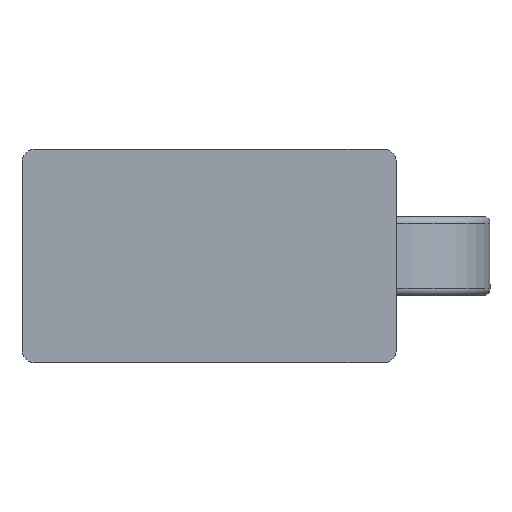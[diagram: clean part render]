
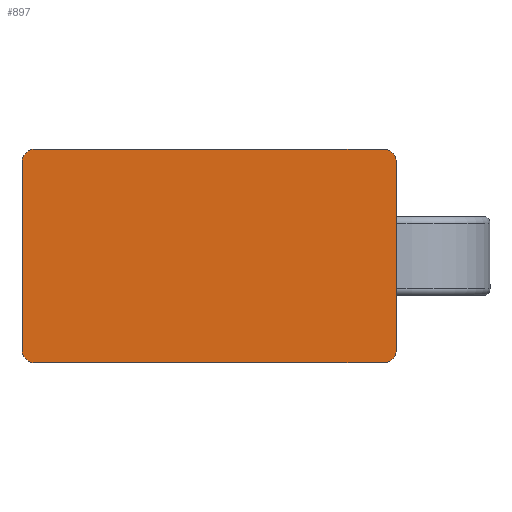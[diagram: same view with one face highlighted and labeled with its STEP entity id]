
A CAD part, front view. The second image highlights one B-rep face of the part: STEP entity #897.
In plain terms, the highlighted planar face has unit normal (0, -1, 0).
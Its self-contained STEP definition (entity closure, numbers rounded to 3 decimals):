
#246=CARTESIAN_POINT('',(-27.,-4.,9.95));
#247=DIRECTION('',(0.,-1.,0.));
#248=DIRECTION('',(0.,0.,1.));
#249=AXIS2_PLACEMENT_3D('',#246,#247,#248);
#251=DIRECTION('',(-1.,0.,0.));
#252=VECTOR('',#251,26.);
#253=CARTESIAN_POINT('',(-1.,-4.,10.95));
#254=LINE('',#253,#252);
#255=CARTESIAN_POINT('',(-1.,-4.,9.95));
#256=DIRECTION('',(0.,-1.,0.));
#257=DIRECTION('',(1.,0.,0.));
#258=AXIS2_PLACEMENT_3D('',#255,#256,#257);
#260=DIRECTION('',(0.,0.,1.));
#261=VECTOR('',#260,14.);
#262=CARTESIAN_POINT('',(0.,-4.,-4.05));
#263=LINE('',#262,#261);
#264=CARTESIAN_POINT('',(-1.,-4.,-4.05));
#265=DIRECTION('',(0.,-1.,0.));
#266=DIRECTION('',(0.,0.,-1.));
#267=AXIS2_PLACEMENT_3D('',#264,#265,#266);
#269=DIRECTION('',(1.,0.,0.));
#270=VECTOR('',#269,26.);
#271=CARTESIAN_POINT('',(-27.,-4.,-5.05));
#272=LINE('',#271,#270);
#273=CARTESIAN_POINT('',(-27.,-4.,-4.05));
#274=DIRECTION('',(0.,-1.,0.));
#275=DIRECTION('',(-1.,0.,0.));
#276=AXIS2_PLACEMENT_3D('',#273,#274,#275);
#278=DIRECTION('',(0.,0.,-1.));
#279=VECTOR('',#278,14.);
#280=CARTESIAN_POINT('',(-28.,-4.,9.95));
#281=LINE('',#280,#279);
#421=CARTESIAN_POINT('',(-27.,-4.,10.95));
#422=VERTEX_POINT('',#421);
#423=CARTESIAN_POINT('',(-28.,-4.,9.95));
#424=VERTEX_POINT('',#423);
#429=CARTESIAN_POINT('',(-28.,-4.,-4.05));
#430=VERTEX_POINT('',#429);
#431=CARTESIAN_POINT('',(-27.,-4.,-5.05));
#432=VERTEX_POINT('',#431);
#437=CARTESIAN_POINT('',(-1.,-4.,-5.05));
#438=VERTEX_POINT('',#437);
#439=CARTESIAN_POINT('',(0.,-4.,-4.05));
#440=VERTEX_POINT('',#439);
#445=CARTESIAN_POINT('',(0.,-4.,9.95));
#446=VERTEX_POINT('',#445);
#447=CARTESIAN_POINT('',(-1.,-4.,10.95));
#448=VERTEX_POINT('',#447);
#882=CARTESIAN_POINT('',(0.,-4.,0.));
#883=DIRECTION('',(0.,-1.,0.));
#884=DIRECTION('',(1.,0.,0.));
#885=AXIS2_PLACEMENT_3D('',#882,#883,#884);
#886=PLANE('',#885);
#887=ORIENTED_EDGE('',*,*,#778,.F.);
#888=ORIENTED_EDGE('',*,*,#794,.F.);
#889=ORIENTED_EDGE('',*,*,#807,.F.);
#890=ORIENTED_EDGE('',*,*,#820,.F.);
#891=ORIENTED_EDGE('',*,*,#835,.F.);
#892=ORIENTED_EDGE('',*,*,#848,.F.);
#893=ORIENTED_EDGE('',*,*,#863,.F.);
#894=ORIENTED_EDGE('',*,*,#875,.F.);
#895=EDGE_LOOP('',(#887,#888,#889,#890,#891,#892,#893,#894));
#896=FACE_OUTER_BOUND('',#895,.F.);
#897=ADVANCED_FACE('',(#896),#886,.T.);
#250=CIRCLE('',#249,1.);
#259=CIRCLE('',#258,1.);
#268=CIRCLE('',#267,1.);
#277=CIRCLE('',#276,1.);
#778=EDGE_CURVE('',#422,#424,#250,.T.);
#794=EDGE_CURVE('',#448,#422,#254,.T.);
#807=EDGE_CURVE('',#446,#448,#259,.T.);
#820=EDGE_CURVE('',#440,#446,#263,.T.);
#835=EDGE_CURVE('',#438,#440,#268,.T.);
#848=EDGE_CURVE('',#432,#438,#272,.T.);
#863=EDGE_CURVE('',#430,#432,#277,.T.);
#875=EDGE_CURVE('',#424,#430,#281,.T.);
